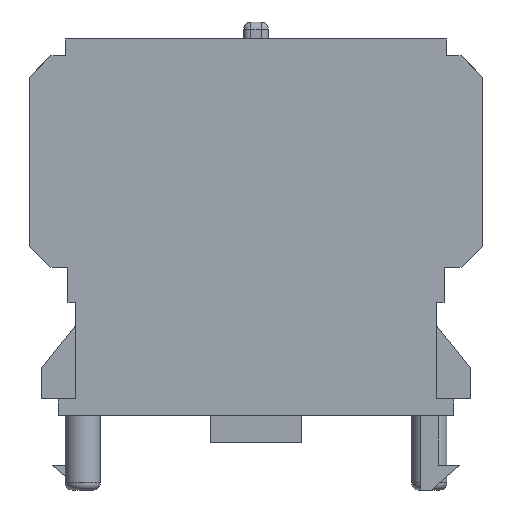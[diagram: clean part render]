
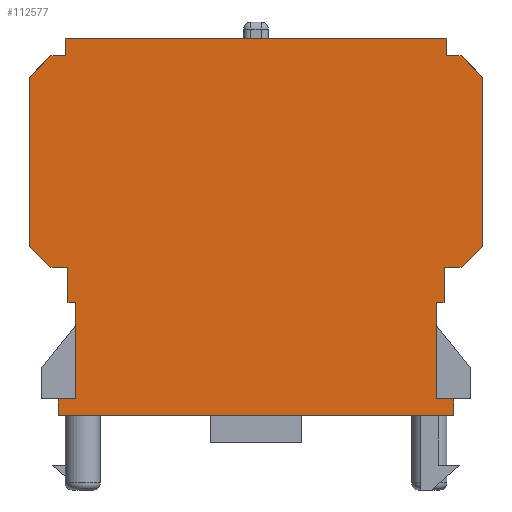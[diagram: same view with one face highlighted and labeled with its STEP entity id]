
A CAD part, left-side view. The second image highlights one B-rep face of the part: STEP entity #112577.
In plain terms, the highlighted planar face has unit normal (-1, 0, 0).
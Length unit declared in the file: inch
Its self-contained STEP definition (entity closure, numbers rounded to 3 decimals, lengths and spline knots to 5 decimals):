
#31514=CARTESIAN_POINT('',(-0.72343,-0.5315,0.84252));
#31515=VERTEX_POINT('',#31514);
#31516=CARTESIAN_POINT('',(-0.72343,0.5315,0.84252));
#31517=VERTEX_POINT('',#31516);
#31518=CARTESIAN_POINT('',(-0.72343,-0.5315,0.84252));
#31519=DIRECTION('',(0.0,1.0,0.0));
#31520=VECTOR('',#31519,1.06299);
#31521=LINE('',#31518,#31520);
#31522=EDGE_CURVE('',#31515,#31517,#31521,.T.);
#44498=CARTESIAN_POINT('',(-0.72343,0.5315,0.79528));
#44499=VERTEX_POINT('',#44498);
#44506=CARTESIAN_POINT('',(-0.72343,0.5315,0.84252));
#44507=DIRECTION('',(0.0,0.0,-1.0));
#44508=VECTOR('',#44507,0.04724);
#44509=LINE('',#44506,#44508);
#44510=EDGE_CURVE('',#31517,#44499,#44509,.T.);
#44521=CARTESIAN_POINT('',(-0.72343,-0.5315,0.79528));
#44522=VERTEX_POINT('',#44521);
#44523=CARTESIAN_POINT('',(-0.72343,-0.5315,0.84252));
#44524=DIRECTION('',(0.0,0.0,-1.0));
#44525=VECTOR('',#44524,0.04724);
#44526=LINE('',#44523,#44525);
#44527=EDGE_CURVE('',#31515,#44522,#44526,.T.);
#44656=CARTESIAN_POINT('',(-0.72343,-0.57087,0.79528));
#44657=VERTEX_POINT('',#44656);
#44658=CARTESIAN_POINT('',(-0.72343,-0.57087,0.79528));
#44659=DIRECTION('',(0.0,1.0,0.0));
#44660=VECTOR('',#44659,0.03937);
#44661=LINE('',#44658,#44660);
#44662=EDGE_CURVE('',#44657,#44522,#44661,.T.);
#44726=CARTESIAN_POINT('',(-0.72343,0.57087,0.79528));
#44727=VERTEX_POINT('',#44726);
#44734=CARTESIAN_POINT('',(-0.72343,0.5315,0.79528));
#44735=DIRECTION('',(0.0,1.0,0.0));
#44736=VECTOR('',#44735,0.03937);
#44737=LINE('',#44734,#44736);
#44738=EDGE_CURVE('',#44499,#44727,#44737,.T.);
#76994=CARTESIAN_POINT('',(-0.72343,-0.50197,-0.15945));
#76995=VERTEX_POINT('',#76994);
#77002=CARTESIAN_POINT('',(-0.72343,-0.55118,-0.15945));
#77003=VERTEX_POINT('',#77002);
#77004=CARTESIAN_POINT('',(-0.72343,-0.50197,-0.15945));
#77005=DIRECTION('',(0.0,-1.0,0.0));
#77006=VECTOR('',#77005,0.04921);
#77007=LINE('',#77004,#77006);
#77008=EDGE_CURVE('',#76995,#77003,#77007,.T.);
#77538=CARTESIAN_POINT('',(-0.72343,0.55118,-0.15945));
#77539=VERTEX_POINT('',#77538);
#77546=CARTESIAN_POINT('',(-0.72343,0.50197,-0.15945));
#77547=VERTEX_POINT('',#77546);
#77548=CARTESIAN_POINT('',(-0.72343,0.50197,-0.15945));
#77549=DIRECTION('',(0.0,1.0,0.0));
#77550=VECTOR('',#77549,0.04921);
#77551=LINE('',#77548,#77550);
#77552=EDGE_CURVE('',#77547,#77539,#77551,.T.);
#88022=CARTESIAN_POINT('',(-0.72343,0.52362,0.20669));
#88023=VERTEX_POINT('',#88022);
#88032=CARTESIAN_POINT('',(-0.72343,0.57087,0.20669));
#88033=VERTEX_POINT('',#88032);
#88034=CARTESIAN_POINT('',(-0.72343,0.57087,0.20669));
#88035=DIRECTION('',(0.0,-1.0,0.0));
#88036=VECTOR('',#88035,0.04724);
#88037=LINE('',#88034,#88036);
#88038=EDGE_CURVE('',#88033,#88023,#88037,.T.);
#88222=CARTESIAN_POINT('',(-0.72343,0.62992,0.73622));
#88223=VERTEX_POINT('',#88222);
#88224=CARTESIAN_POINT('',(-0.72343,0.62992,0.73622));
#88225=DIRECTION('',(0.0,-0.707,0.707));
#88226=VECTOR('',#88225,0.08352);
#88227=LINE('',#88224,#88226);
#88228=EDGE_CURVE('',#88223,#44727,#88227,.T.);
#88325=CARTESIAN_POINT('',(-0.72343,0.62992,0.26575));
#88326=VERTEX_POINT('',#88325);
#88333=CARTESIAN_POINT('',(-0.72343,0.62992,0.26575));
#88334=DIRECTION('',(0.0,0.0,1.0));
#88335=VECTOR('',#88334,0.47047);
#88336=LINE('',#88333,#88335);
#88337=EDGE_CURVE('',#88326,#88223,#88336,.T.);
#88347=CARTESIAN_POINT('',(-0.72343,0.57087,0.20669));
#88348=DIRECTION('',(0.0,0.707,0.707));
#88349=VECTOR('',#88348,0.08352);
#88350=LINE('',#88347,#88349);
#88351=EDGE_CURVE('',#88033,#88326,#88350,.T.);
#89922=CARTESIAN_POINT('',(-0.72343,-0.62992,0.73622));
#89923=VERTEX_POINT('',#89922);
#89924=CARTESIAN_POINT('',(-0.72343,-0.57087,0.79528));
#89925=DIRECTION('',(0.0,-0.707,-0.707));
#89926=VECTOR('',#89925,0.08352);
#89927=LINE('',#89924,#89926);
#89928=EDGE_CURVE('',#44657,#89923,#89927,.T.);
#90018=CARTESIAN_POINT('',(-0.72343,-0.62992,0.26575));
#90019=VERTEX_POINT('',#90018);
#90020=CARTESIAN_POINT('',(-0.72343,-0.62992,0.26575));
#90021=DIRECTION('',(0.0,0.0,1.0));
#90022=VECTOR('',#90021,0.47047);
#90023=LINE('',#90020,#90022);
#90024=EDGE_CURVE('',#90019,#89923,#90023,.T.);
#90066=CARTESIAN_POINT('',(-0.72343,-0.57087,0.20669));
#90067=VERTEX_POINT('',#90066);
#90068=CARTESIAN_POINT('',(-0.72343,-0.62992,0.26575));
#90069=DIRECTION('',(0.0,0.707,-0.707));
#90070=VECTOR('',#90069,0.08352);
#90071=LINE('',#90068,#90070);
#90072=EDGE_CURVE('',#90019,#90067,#90071,.T.);
#90088=CARTESIAN_POINT('',(-0.72343,-0.52362,0.20669));
#90089=VERTEX_POINT('',#90088);
#90105=CARTESIAN_POINT('',(-0.72343,-0.52362,0.20669));
#90106=DIRECTION('',(0.0,-1.0,0.0));
#90107=VECTOR('',#90106,0.04724);
#90108=LINE('',#90105,#90107);
#90109=EDGE_CURVE('',#90089,#90067,#90108,.T.);
#104815=CARTESIAN_POINT('',(-0.72343,0.50197,0.10827));
#104816=VERTEX_POINT('',#104815);
#104823=CARTESIAN_POINT('',(-0.72343,0.52362,0.10827));
#104824=VERTEX_POINT('',#104823);
#104825=CARTESIAN_POINT('',(-0.72343,0.50197,0.10827));
#104826=DIRECTION('',(0.0,1.0,0.0));
#104827=VECTOR('',#104826,0.02165);
#104828=LINE('',#104825,#104827);
#104829=EDGE_CURVE('',#104816,#104824,#104828,.T.);
#104922=CARTESIAN_POINT('',(-0.72343,-0.55118,-0.20669));
#104923=VERTEX_POINT('',#104922);
#104930=CARTESIAN_POINT('',(-0.72343,0.55118,-0.20669));
#104931=VERTEX_POINT('',#104930);
#104932=CARTESIAN_POINT('',(-0.72343,0.55118,-0.20669));
#104933=DIRECTION('',(0.0,-1.0,0.0));
#104934=VECTOR('',#104933,1.10236);
#104935=LINE('',#104932,#104934);
#104936=EDGE_CURVE('',#104931,#104923,#104935,.T.);
#107825=CARTESIAN_POINT('',(-0.72343,0.52362,0.10827));
#107826=DIRECTION('',(0.0,0.0,1.0));
#107827=VECTOR('',#107826,0.09843);
#107828=LINE('',#107825,#107827);
#107829=EDGE_CURVE('',#104824,#88023,#107828,.T.);
#107990=CARTESIAN_POINT('',(-0.72343,0.55118,-0.20669));
#107991=DIRECTION('',(0.0,0.0,1.0));
#107992=VECTOR('',#107991,0.04724);
#107993=LINE('',#107990,#107992);
#107994=EDGE_CURVE('',#104931,#77539,#107993,.T.);
#108353=CARTESIAN_POINT('',(-0.72343,-0.52362,0.10827));
#108354=VERTEX_POINT('',#108353);
#108361=CARTESIAN_POINT('',(-0.72343,-0.50197,0.10827));
#108362=VERTEX_POINT('',#108361);
#108363=CARTESIAN_POINT('',(-0.72343,-0.50197,0.10827));
#108364=DIRECTION('',(0.0,-1.0,0.0));
#108365=VECTOR('',#108364,0.02165);
#108366=LINE('',#108363,#108365);
#108367=EDGE_CURVE('',#108362,#108354,#108366,.T.);
#109485=CARTESIAN_POINT('',(-0.72343,-0.55118,-0.20669));
#109486=DIRECTION('',(0.0,0.0,1.0));
#109487=VECTOR('',#109486,0.04724);
#109488=LINE('',#109485,#109487);
#109489=EDGE_CURVE('',#104923,#77003,#109488,.T.);
#109565=CARTESIAN_POINT('',(-0.72343,-0.50197,0.10827));
#109566=DIRECTION('',(0.0,0.0,-1.0));
#109567=VECTOR('',#109566,0.26772);
#109568=LINE('',#109565,#109567);
#109569=EDGE_CURVE('',#108362,#76995,#109568,.T.);
#110881=CARTESIAN_POINT('',(-0.72343,-0.52362,0.10827));
#110882=DIRECTION('',(0.0,0.0,1.0));
#110883=VECTOR('',#110882,0.09843);
#110884=LINE('',#110881,#110883);
#110885=EDGE_CURVE('',#108354,#90089,#110884,.T.);
#112541=CARTESIAN_POINT('',(-0.72343,-0.50197,0.0));
#112542=DIRECTION('',(-1.0,0.0,0.0));
#112543=DIRECTION('',(0.0,0.0,1.0));
#112544=AXIS2_PLACEMENT_3D('',#112541,#112542,#112543);
#112545=PLANE('',#112544);
#112546=ORIENTED_EDGE('',*,*,#107829,.F.);
#112547=ORIENTED_EDGE('',*,*,#104829,.F.);
#112548=CARTESIAN_POINT('',(-0.72343,0.50197,-0.15945));
#112549=DIRECTION('',(0.0,0.0,1.0));
#112550=VECTOR('',#112549,0.26772);
#112551=LINE('',#112548,#112550);
#112552=EDGE_CURVE('',#77547,#104816,#112551,.T.);
#112553=ORIENTED_EDGE('',*,*,#112552,.F.);
#112554=ORIENTED_EDGE('',*,*,#77552,.T.);
#112555=ORIENTED_EDGE('',*,*,#107994,.F.);
#112556=ORIENTED_EDGE('',*,*,#104936,.T.);
#112557=ORIENTED_EDGE('',*,*,#109489,.T.);
#112558=ORIENTED_EDGE('',*,*,#77008,.F.);
#112559=ORIENTED_EDGE('',*,*,#109569,.F.);
#112560=ORIENTED_EDGE('',*,*,#108367,.T.);
#112561=ORIENTED_EDGE('',*,*,#110885,.T.);
#112562=ORIENTED_EDGE('',*,*,#90109,.T.);
#112563=ORIENTED_EDGE('',*,*,#90072,.F.);
#112564=ORIENTED_EDGE('',*,*,#90024,.T.);
#112565=ORIENTED_EDGE('',*,*,#89928,.F.);
#112566=ORIENTED_EDGE('',*,*,#44662,.T.);
#112567=ORIENTED_EDGE('',*,*,#44527,.F.);
#112568=ORIENTED_EDGE('',*,*,#31522,.T.);
#112569=ORIENTED_EDGE('',*,*,#44510,.T.);
#112570=ORIENTED_EDGE('',*,*,#44738,.T.);
#112571=ORIENTED_EDGE('',*,*,#88228,.F.);
#112572=ORIENTED_EDGE('',*,*,#88337,.F.);
#112573=ORIENTED_EDGE('',*,*,#88351,.F.);
#112574=ORIENTED_EDGE('',*,*,#88038,.T.);
#112575=EDGE_LOOP('',(#112546,#112547,#112553,#112554,#112555,#112556,#112557,#112558,#112559,#112560,#112561,#112562,#112563,#112564,#112565,#112566,#112567,#112568,#112569,#112570,#112571,#112572,#112573,#112574));
#112576=FACE_OUTER_BOUND('',#112575,.T.);
#112577=ADVANCED_FACE('',(#112576),#112545,.T.);
